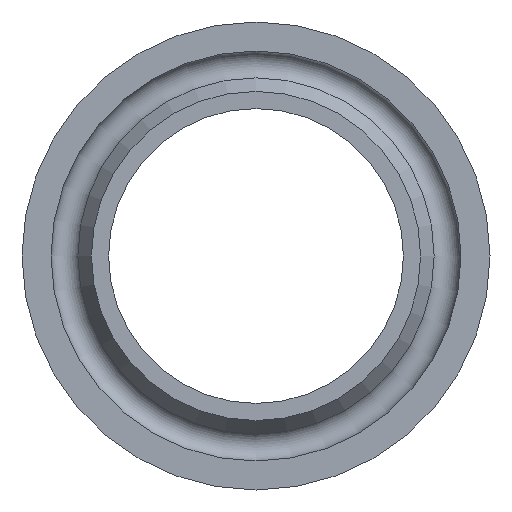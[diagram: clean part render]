
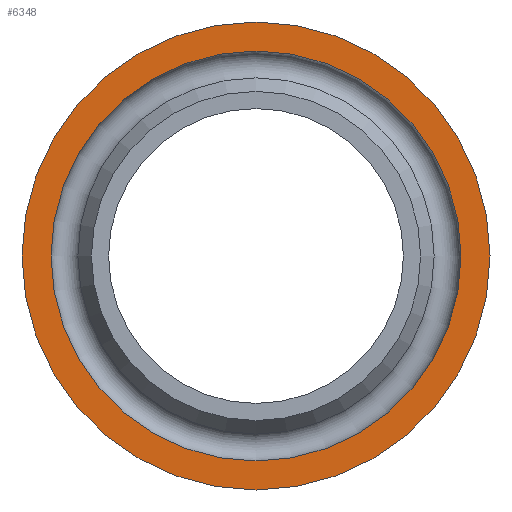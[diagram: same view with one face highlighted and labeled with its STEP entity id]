
A CAD part, left-side view. The second image highlights one B-rep face of the part: STEP entity #6348.
In plain terms, the highlighted planar face has unit normal (-1, 0, 0).
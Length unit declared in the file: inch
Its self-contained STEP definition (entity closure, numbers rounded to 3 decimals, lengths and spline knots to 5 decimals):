
#112=FACE_BOUND('',#1172,.T.);
#282=PLANE('',#6776);
#772=FACE_OUTER_BOUND('',#1171,.T.);
#1171=EDGE_LOOP('',(#5929));
#1172=EDGE_LOOP('',(#5930));
#1342=CIRCLE('',#6775,0.431);
#1343=CIRCLE('',#6777,0.492);
#3129=VERTEX_POINT('',#13553);
#3130=VERTEX_POINT('',#13556);
#4063=EDGE_CURVE('',#3129,#3129,#1342,.T.);
#4064=EDGE_CURVE('',#3130,#3130,#1343,.T.);
#5929=ORIENTED_EDGE('',*,*,#4064,.F.);
#5930=ORIENTED_EDGE('',*,*,#4063,.T.);
#6348=ADVANCED_FACE('',(#772,#112),#282,.T.);
#6775=AXIS2_PLACEMENT_3D('',#13554,#8064,#8065);
#6776=AXIS2_PLACEMENT_3D('',#13555,#8066,#8067);
#6777=AXIS2_PLACEMENT_3D('',#13557,#8068,#8069);
#8064=DIRECTION('center_axis',(1.,0.,0.));
#8065=DIRECTION('ref_axis',(0.,1.,0.));
#8066=DIRECTION('center_axis',(-1.,0.,0.));
#8067=DIRECTION('ref_axis',(0.,0.,1.));
#8068=DIRECTION('center_axis',(1.,0.,0.));
#8069=DIRECTION('ref_axis',(0.,1.,0.));
#13553=CARTESIAN_POINT('',(0.,0.431,0.));
#13554=CARTESIAN_POINT('Origin',(0.,0.,
0.));
#13555=CARTESIAN_POINT('Origin',(0.,0.4615,0.));
#13556=CARTESIAN_POINT('',(0.,0.492,0.));
#13557=CARTESIAN_POINT('Origin',(0.,0.,
0.));
